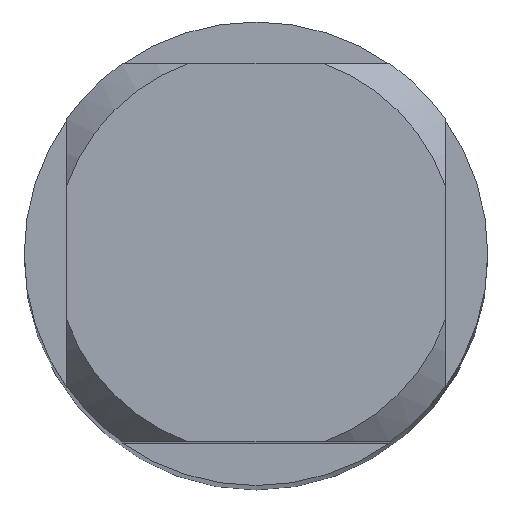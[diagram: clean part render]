
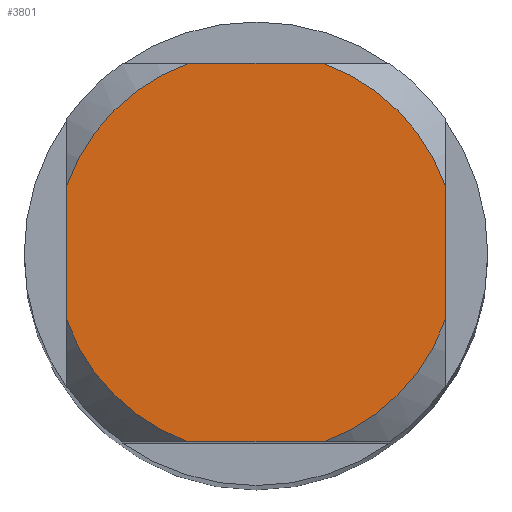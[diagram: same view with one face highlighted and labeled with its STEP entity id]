
A CAD part, top view. The second image highlights one B-rep face of the part: STEP entity #3801.
In plain terms, the highlighted planar face has unit normal (0, 0, 1).
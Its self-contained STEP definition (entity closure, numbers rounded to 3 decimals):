
#1743=VERTEX_POINT('',#5182);
#1841=EDGE_CURVE('',#1859,#3647,#5282,.T.);
#1859=VERTEX_POINT('',#5301);
#1909=VERTEX_POINT('',#5356);
#1917=VERTEX_POINT('',#5366);
#1937=EDGE_CURVE('',#4273,#1917,#5388,.T.);
#2203=EDGE_CURVE('',#4245,#1743,#5681,.T.);
#2531=EDGE_CURVE('',#5129,#3647,#6035,.T.);
#3327=EDGE_CURVE('',#1859,#1917,#6909,.T.);
#3339=EDGE_CURVE('',#5129,#1909,#6921,.T.);
#3471=EDGE_CURVE('',#4245,#1909,#7063,.T.);
#3647=VERTEX_POINT('',#7250);
#3801=ADVANCED_FACE('',(#7418),#7419,.T.);
#4161=EDGE_CURVE('',#4273,#1743,#7818,.T.);
#4245=VERTEX_POINT('',#7907);
#4273=VERTEX_POINT('',#7941);
#5129=VERTEX_POINT('',#8871);
#5182=CARTESIAN_POINT('',(2.45,0.87,0.0));
#5282=LINE('',#9151,#9152);
#5301=CARTESIAN_POINT('',(-2.45,0.87,0.0));
#5356=CARTESIAN_POINT('',(0.87,-2.45,0.0));
#5366=CARTESIAN_POINT('',(-0.87,2.45,0.0));
#5388=LINE('',#9369,#9370);
#5681=LINE('',#10015,#10016);
#6035=CIRCLE('',#10762,2.6);
#6909=CIRCLE('',#12813,2.6);
#6921=LINE('',#12834,#12835);
#7063=CIRCLE('',#13154,2.6);
#7250=CARTESIAN_POINT('',(-2.45,-0.87,0.0));
#7418=FACE_OUTER_BOUND('',#14057,.T.);
#7419=PLANE('',#14058);
#7818=CIRCLE('',#14938,2.6);
#7907=CARTESIAN_POINT('',(2.45,-0.87,0.0));
#7941=CARTESIAN_POINT('',(0.87,2.45,0.0));
#8871=CARTESIAN_POINT('',(-0.87,-2.45,0.0));
#9151=CARTESIAN_POINT('',(-2.45,0.65,0.0));
#9152=VECTOR('',#17678,1.0);
#9369=CARTESIAN_POINT('',(0.0,2.45,0.0));
#9370=VECTOR('',#17803,1.0);
#10015=CARTESIAN_POINT('',(2.45,0.65,0.0));
#10016=VECTOR('',#18107,1.0);
#10762=AXIS2_PLACEMENT_3D('',#18549,#18550,#18551);
#12813=AXIS2_PLACEMENT_3D('',#19464,#19465,#19466);
#12834=CARTESIAN_POINT('',(0.0,-2.45,0.0));
#12835=VECTOR('',#19474,1.0);
#13154=AXIS2_PLACEMENT_3D('',#19613,#19614,#19615);
#14057=EDGE_LOOP('',(#20053,#20054,#20055,#20056,#20057,#20058,#20059,#20060));
#14058=AXIS2_PLACEMENT_3D('',#20061,#20062,#20063);
#14938=AXIS2_PLACEMENT_3D('',#20501,#20502,#20503);
#17678=DIRECTION('',(-0.0,-1.0,0.0));
#17803=DIRECTION('',(-1.0,0.0,0.0));
#18107=DIRECTION('',(-0.0,1.0,0.0));
#18549=CARTESIAN_POINT('',(0.0,0.0,0.0));
#18550=DIRECTION('',(0.0,0.0,-1.0));
#18551=DIRECTION('',(0.0,1.0,0.0));
#19464=CARTESIAN_POINT('',(0.0,0.0,0.0));
#19465=DIRECTION('',(0.0,0.0,-1.0));
#19466=DIRECTION('',(0.0,1.0,0.0));
#19474=DIRECTION('',(1.0,0.0,0.0));
#19613=CARTESIAN_POINT('',(0.0,0.0,0.0));
#19614=DIRECTION('',(0.0,0.0,-1.0));
#19615=DIRECTION('',(0.0,1.0,0.0));
#20053=ORIENTED_EDGE('',*,*,#1841,.T.);
#20054=ORIENTED_EDGE('',*,*,#2531,.F.);
#20055=ORIENTED_EDGE('',*,*,#3339,.T.);
#20056=ORIENTED_EDGE('',*,*,#3471,.F.);
#20057=ORIENTED_EDGE('',*,*,#2203,.T.);
#20058=ORIENTED_EDGE('',*,*,#4161,.F.);
#20059=ORIENTED_EDGE('',*,*,#1937,.T.);
#20060=ORIENTED_EDGE('',*,*,#3327,.F.);
#20061=CARTESIAN_POINT('',(0.0,1.3,0.0));
#20062=DIRECTION('',(-0.0,0.0,1.0));
#20063=DIRECTION('',(0.0,-1.0,0.0));
#20501=CARTESIAN_POINT('',(0.0,0.0,0.0));
#20502=DIRECTION('',(0.0,0.0,-1.0));
#20503=DIRECTION('',(0.0,1.0,0.0));
